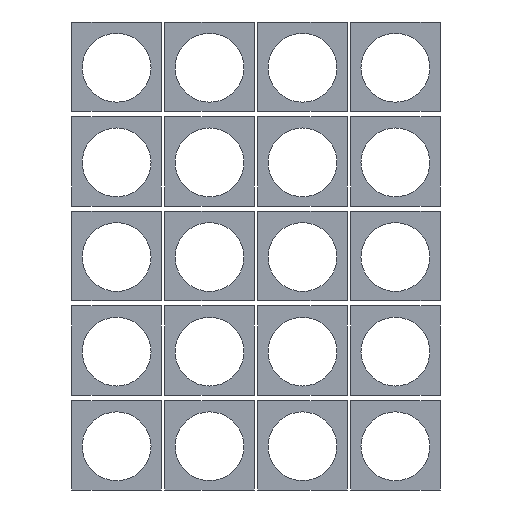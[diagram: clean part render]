
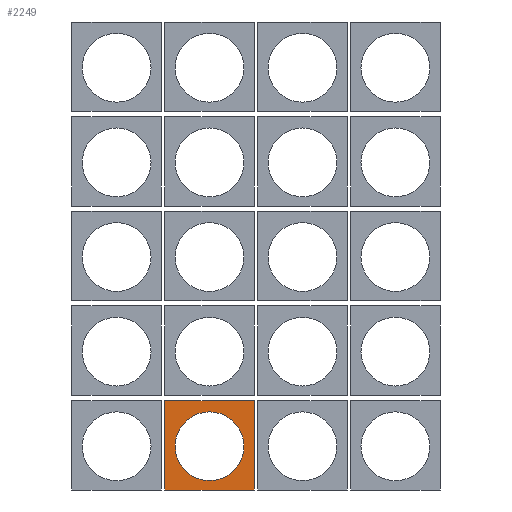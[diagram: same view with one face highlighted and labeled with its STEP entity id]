
A CAD part, left-side view. The second image highlights one B-rep face of the part: STEP entity #2249.
In plain terms, the highlighted planar face has unit normal (-1, 0, 0).
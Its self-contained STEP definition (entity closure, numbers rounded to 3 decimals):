
#83=FACE_BOUND('',#340,.T.);
#123=CIRCLE('',#2433,10.);
#189=FACE_OUTER_BOUND('',#339,.T.);
#339=EDGE_LOOP('',(#1647,#1648,#1649,#1650));
#340=EDGE_LOOP('',(#1651));
#539=LINE('',#3354,#799);
#542=LINE('',#3360,#802);
#543=LINE('',#3362,#803);
#544=LINE('',#3363,#804);
#799=VECTOR('',#2726,10.);
#802=VECTOR('',#2731,10.);
#803=VECTOR('',#2732,10.);
#804=VECTOR('',#2733,10.);
#1043=VERTEX_POINT('',#3350);
#1045=VERTEX_POINT('',#3353);
#1047=VERTEX_POINT('',#3359);
#1048=VERTEX_POINT('',#3361);
#1049=VERTEX_POINT('',#3364);
#1269=EDGE_CURVE('',#1045,#1043,#539,.T.);
#1272=EDGE_CURVE('',#1043,#1047,#542,.T.);
#1273=EDGE_CURVE('',#1047,#1048,#543,.T.);
#1274=EDGE_CURVE('',#1045,#1048,#544,.T.);
#1275=EDGE_CURVE('',#1049,#1049,#123,.T.);
#1647=ORIENTED_EDGE('',*,*,#1269,.T.);
#1648=ORIENTED_EDGE('',*,*,#1272,.T.);
#1649=ORIENTED_EDGE('',*,*,#1273,.T.);
#1650=ORIENTED_EDGE('',*,*,#1274,.F.);
#1651=ORIENTED_EDGE('',*,*,#1275,.T.);
#2124=PLANE('',#2432);
#2249=ADVANCED_FACE('',(#189,#83),#2124,.T.);
#2432=AXIS2_PLACEMENT_3D('',#3358,#2729,#2730);
#2433=AXIS2_PLACEMENT_3D('',#3365,#2734,#2735);
#2726=DIRECTION('',(0.,0.,1.));
#2729=DIRECTION('center_axis',(-1.,0.,0.));
#2730=DIRECTION('ref_axis',(0.,0.,1.));
#2731=DIRECTION('',(0.,1.,0.));
#2732=DIRECTION('',(0.,0.,-1.));
#2733=DIRECTION('',(0.,1.,0.));
#2734=DIRECTION('center_axis',(1.,0.,0.));
#2735=DIRECTION('ref_axis',(0.,0.,-1.));
#3350=CARTESIAN_POINT('',(0.,-20.,26.));
#3353=CARTESIAN_POINT('',(0.,-20.,0.));
#3354=CARTESIAN_POINT('',(0.,-20.,6.5));
#3358=CARTESIAN_POINT('Origin',(0.,-27.,0.));
#3359=CARTESIAN_POINT('',(0.,6.,26.));
#3360=CARTESIAN_POINT('',(0.,-27.,26.));
#3361=CARTESIAN_POINT('',(0.,6.,0.));
#3362=CARTESIAN_POINT('',(0.,6.,6.5));
#3363=CARTESIAN_POINT('',(0.,-27.,0.));
#3364=CARTESIAN_POINT('',(0.,-7.,22.7));
#3365=CARTESIAN_POINT('Origin',(0.,-7.,12.7));
